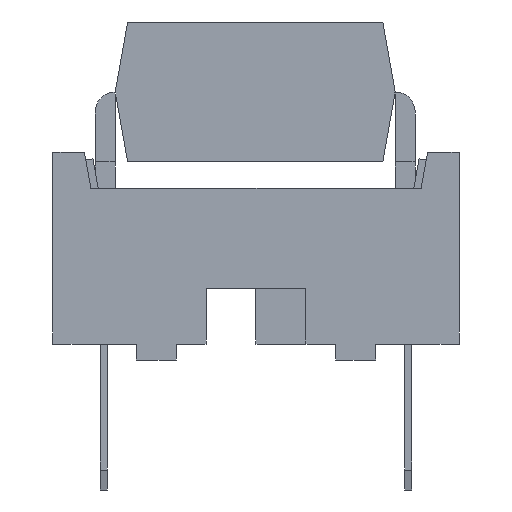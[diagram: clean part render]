
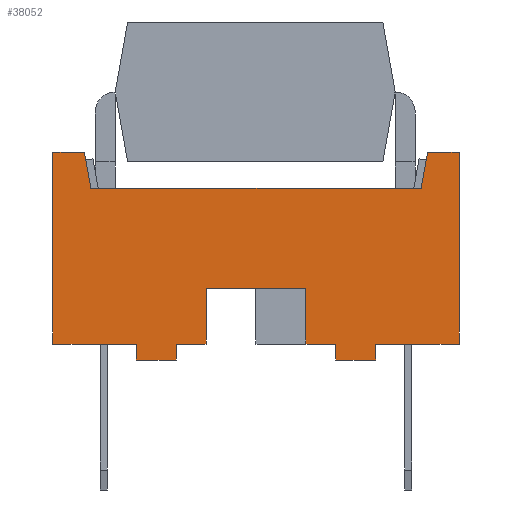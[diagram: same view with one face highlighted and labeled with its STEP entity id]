
A CAD part, front view. The second image highlights one B-rep face of the part: STEP entity #38052.
In plain terms, the highlighted planar face has unit normal (0, -1, 0).
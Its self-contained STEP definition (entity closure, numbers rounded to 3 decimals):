
#1368=PLANE('',#41376);
#3260=FACE_OUTER_BOUND('',#5212,.T.);
#5212=EDGE_LOOP('',(#32589,#32590,#32591,#32592,#32593,#32594,#32595,#32596,
#32597,#32598,#32599,#32600,#32601,#32602,#32603,#32604,#32605,#32606,#32607,
#32608));
#9559=LINE('',#60189,#14081);
#9620=LINE('',#60314,#14142);
#9699=LINE('',#60470,#14221);
#9700=LINE('',#60473,#14222);
#9701=LINE('',#60475,#14223);
#9702=LINE('',#60477,#14224);
#9703=LINE('',#60479,#14225);
#9704=LINE('',#60481,#14226);
#9705=LINE('',#60483,#14227);
#9706=LINE('',#60485,#14228);
#9707=LINE('',#60487,#14229);
#9708=LINE('',#60489,#14230);
#9709=LINE('',#60490,#14231);
#9710=LINE('',#60492,#14232);
#9711=LINE('',#60494,#14233);
#9712=LINE('',#60496,#14234);
#9713=LINE('',#60498,#14235);
#9714=LINE('',#60500,#14236);
#9715=LINE('',#60502,#14237);
#9716=LINE('',#60503,#14238);
#14081=VECTOR('',#49381,1.);
#14142=VECTOR('',#49446,1.);
#14221=VECTOR('',#49533,1.);
#14222=VECTOR('',#49536,1.);
#14223=VECTOR('',#49537,1.);
#14224=VECTOR('',#49538,1.);
#14225=VECTOR('',#49539,1.);
#14226=VECTOR('',#49540,1.);
#14227=VECTOR('',#49541,1.);
#14228=VECTOR('',#49542,1.);
#14229=VECTOR('',#49543,1.);
#14230=VECTOR('',#49544,1.);
#14231=VECTOR('',#49545,1.);
#14232=VECTOR('',#49546,1.);
#14233=VECTOR('',#49547,1.);
#14234=VECTOR('',#49548,1.);
#14235=VECTOR('',#49549,1.);
#14236=VECTOR('',#49550,1.);
#14237=VECTOR('',#49551,1.);
#14238=VECTOR('',#49552,1.);
#18291=VERTEX_POINT('',#60186);
#18292=VERTEX_POINT('',#60188);
#18353=VERTEX_POINT('',#60311);
#18354=VERTEX_POINT('',#60313);
#18427=VERTEX_POINT('',#60468);
#18428=VERTEX_POINT('',#60472);
#18429=VERTEX_POINT('',#60474);
#18430=VERTEX_POINT('',#60476);
#18431=VERTEX_POINT('',#60478);
#18432=VERTEX_POINT('',#60480);
#18433=VERTEX_POINT('',#60482);
#18434=VERTEX_POINT('',#60484);
#18435=VERTEX_POINT('',#60486);
#18436=VERTEX_POINT('',#60488);
#18437=VERTEX_POINT('',#60491);
#18438=VERTEX_POINT('',#60493);
#18439=VERTEX_POINT('',#60495);
#18440=VERTEX_POINT('',#60497);
#18441=VERTEX_POINT('',#60499);
#18442=VERTEX_POINT('',#60501);
#23225=EDGE_CURVE('',#18292,#18291,#9559,.T.);
#23287=EDGE_CURVE('',#18354,#18353,#9620,.T.);
#23367=EDGE_CURVE('',#18291,#18427,#9699,.T.);
#23368=EDGE_CURVE('',#18292,#18428,#9700,.T.);
#23369=EDGE_CURVE('',#18427,#18429,#9701,.T.);
#23370=EDGE_CURVE('',#18430,#18429,#9702,.T.);
#23371=EDGE_CURVE('',#18430,#18431,#9703,.T.);
#23372=EDGE_CURVE('',#18431,#18432,#9704,.T.);
#23373=EDGE_CURVE('',#18432,#18433,#9705,.T.);
#23374=EDGE_CURVE('',#18434,#18433,#9706,.T.);
#23375=EDGE_CURVE('',#18435,#18434,#9707,.T.);
#23376=EDGE_CURVE('',#18436,#18435,#9708,.T.);
#23377=EDGE_CURVE('',#18436,#18354,#9709,.T.);
#23378=EDGE_CURVE('',#18353,#18437,#9710,.T.);
#23379=EDGE_CURVE('',#18438,#18437,#9711,.T.);
#23380=EDGE_CURVE('',#18439,#18438,#9712,.T.);
#23381=EDGE_CURVE('',#18440,#18439,#9713,.T.);
#23382=EDGE_CURVE('',#18441,#18440,#9714,.T.);
#23383=EDGE_CURVE('',#18442,#18441,#9715,.T.);
#23384=EDGE_CURVE('',#18428,#18442,#9716,.T.);
#32589=ORIENTED_EDGE('',*,*,#23368,.F.);
#32590=ORIENTED_EDGE('',*,*,#23225,.T.);
#32591=ORIENTED_EDGE('',*,*,#23367,.T.);
#32592=ORIENTED_EDGE('',*,*,#23369,.T.);
#32593=ORIENTED_EDGE('',*,*,#23370,.F.);
#32594=ORIENTED_EDGE('',*,*,#23371,.T.);
#32595=ORIENTED_EDGE('',*,*,#23372,.T.);
#32596=ORIENTED_EDGE('',*,*,#23373,.T.);
#32597=ORIENTED_EDGE('',*,*,#23374,.F.);
#32598=ORIENTED_EDGE('',*,*,#23375,.F.);
#32599=ORIENTED_EDGE('',*,*,#23376,.F.);
#32600=ORIENTED_EDGE('',*,*,#23377,.T.);
#32601=ORIENTED_EDGE('',*,*,#23287,.T.);
#32602=ORIENTED_EDGE('',*,*,#23378,.T.);
#32603=ORIENTED_EDGE('',*,*,#23379,.F.);
#32604=ORIENTED_EDGE('',*,*,#23380,.F.);
#32605=ORIENTED_EDGE('',*,*,#23381,.F.);
#32606=ORIENTED_EDGE('',*,*,#23382,.F.);
#32607=ORIENTED_EDGE('',*,*,#23383,.F.);
#32608=ORIENTED_EDGE('',*,*,#23384,.F.);
#38052=ADVANCED_FACE('',(#3260),#1368,.F.);
#41376=AXIS2_PLACEMENT_3D('',#60471,#49534,#49535);
#49381=DIRECTION('',(0.,0.,1.));
#49446=DIRECTION('',(-1.,0.,0.));
#49533=DIRECTION('',(1.,0.,0.));
#49534=DIRECTION('center_axis',(0.,1.,0.));
#49535=DIRECTION('ref_axis',(0.,0.,1.));
#49536=DIRECTION('',(-1.,0.,0.));
#49537=DIRECTION('',(0.,0.,-1.));
#49538=DIRECTION('',(-1.,0.,0.));
#49539=DIRECTION('',(0.,0.,-1.));
#49540=DIRECTION('',(1.,0.,0.));
#49541=DIRECTION('',(0.,0.,1.));
#49542=DIRECTION('',(-1.,0.,0.));
#49543=DIRECTION('',(0.,0.,-1.));
#49544=DIRECTION('',(1.,0.,0.));
#49545=DIRECTION('',(-0.174,0.,-0.985));
#49546=DIRECTION('',(-0.174,0.,0.985));
#49547=DIRECTION('',(1.,0.,0.));
#49548=DIRECTION('',(0.,0.,1.));
#49549=DIRECTION('',(-1.,0.,0.));
#49550=DIRECTION('',(0.,0.,1.));
#49551=DIRECTION('',(-1.,0.,0.));
#49552=DIRECTION('',(0.,0.,-1.));
#60186=CARTESIAN_POINT('',(2.56,-34.29,1.8));
#60188=CARTESIAN_POINT('',(2.56,-34.29,0.4));
#60189=CARTESIAN_POINT('',(2.56,-34.29,0.4));
#60311=CARTESIAN_POINT('',(-0.323,-34.29,4.3));
#60313=CARTESIAN_POINT('',(7.943,-34.29,4.3));
#60314=CARTESIAN_POINT('',(7.943,-34.29,4.3));
#60468=CARTESIAN_POINT('',(5.06,-34.29,1.8));
#60470=CARTESIAN_POINT('',(2.56,-34.29,1.8));
#60471=CARTESIAN_POINT('Origin',(3.81,-34.29,2.497));
#60472=CARTESIAN_POINT('',(1.82,-34.29,0.4));
#60473=CARTESIAN_POINT('',(2.56,-34.29,0.4));
#60474=CARTESIAN_POINT('',(5.06,-34.29,0.4));
#60475=CARTESIAN_POINT('',(5.06,-34.29,1.8));
#60476=CARTESIAN_POINT('',(5.8,-34.29,0.4));
#60477=CARTESIAN_POINT('',(5.8,-34.29,0.4));
#60478=CARTESIAN_POINT('',(5.8,-34.29,0.));
#60479=CARTESIAN_POINT('',(5.8,-34.29,0.4));
#60480=CARTESIAN_POINT('',(6.8,-34.29,0.));
#60481=CARTESIAN_POINT('',(5.8,-34.29,0.));
#60482=CARTESIAN_POINT('',(6.8,-34.29,0.4));
#60483=CARTESIAN_POINT('',(6.8,-34.29,0.));
#60484=CARTESIAN_POINT('',(8.89,-34.29,0.4));
#60485=CARTESIAN_POINT('',(8.89,-34.29,0.4));
#60486=CARTESIAN_POINT('',(8.89,-34.29,5.2));
#60487=CARTESIAN_POINT('',(8.89,-34.29,5.2));
#60488=CARTESIAN_POINT('',(8.101,-34.29,5.2));
#60489=CARTESIAN_POINT('',(8.101,-34.29,5.2));
#60490=CARTESIAN_POINT('',(8.101,-34.29,5.2));
#60491=CARTESIAN_POINT('',(-0.481,-34.29,5.2));
#60492=CARTESIAN_POINT('',(-0.323,-34.29,4.3));
#60493=CARTESIAN_POINT('',(-1.27,-34.29,5.2));
#60494=CARTESIAN_POINT('',(-1.27,-34.29,5.2));
#60495=CARTESIAN_POINT('',(-1.27,-34.29,0.4));
#60496=CARTESIAN_POINT('',(-1.27,-34.29,0.4));
#60497=CARTESIAN_POINT('',(0.82,-34.29,0.4));
#60498=CARTESIAN_POINT('',(0.82,-34.29,0.4));
#60499=CARTESIAN_POINT('',(0.82,-34.29,0.));
#60500=CARTESIAN_POINT('',(0.82,-34.29,0.));
#60501=CARTESIAN_POINT('',(1.82,-34.29,0.));
#60502=CARTESIAN_POINT('',(1.82,-34.29,0.));
#60503=CARTESIAN_POINT('',(1.82,-34.29,0.4));
